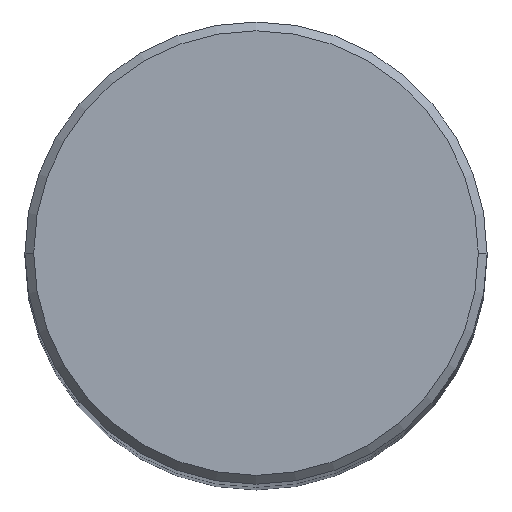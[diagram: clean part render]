
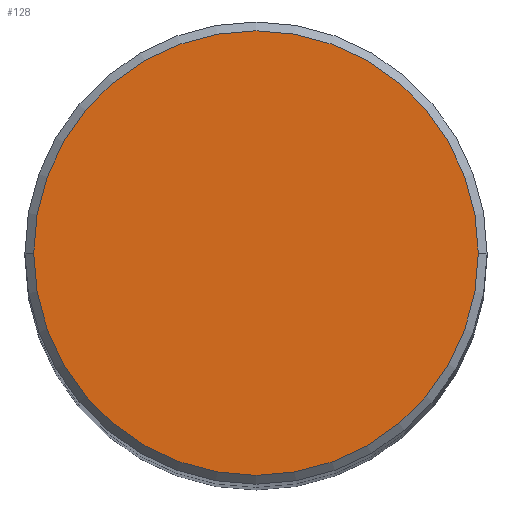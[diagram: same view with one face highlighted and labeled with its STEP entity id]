
A CAD part, top view. The second image highlights one B-rep face of the part: STEP entity #128.
In plain terms, the highlighted planar face has unit normal (0, 0, 1).
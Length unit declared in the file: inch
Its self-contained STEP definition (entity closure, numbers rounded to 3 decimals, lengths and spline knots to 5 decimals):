
#32 = CIRCLE ( 'NONE', #230, 0.3787 ) ;
#40 = DIRECTION ( 'NONE',  ( 0., 0., 1. ) ) ;
#59 = DIRECTION ( 'NONE',  ( 1., 0., 0. ) ) ;
#64 = CARTESIAN_POINT ( 'NONE',  ( 0.3787, 0., 5.90551 ) ) ;
#68 = CARTESIAN_POINT ( 'NONE',  ( 0., 0., 5.90551 ) ) ;
#69 = VERTEX_POINT ( 'NONE', #64 ) ;
#95 = CARTESIAN_POINT ( 'NONE',  ( 0., 0., 5.90551 ) ) ;
#104 = CIRCLE ( 'NONE', #273, 0.3787 ) ;
#114 = FACE_OUTER_BOUND ( 'NONE', #296, .T. ) ;
#117 = CARTESIAN_POINT ( 'NONE',  ( 0., 0., 5.90551 ) ) ;
#119 = DIRECTION ( 'NONE',  ( 1., 0., 0. ) ) ;
#122 = DIRECTION ( 'NONE',  ( 1., 0., 0. ) ) ;
#128 = ADVANCED_FACE ( 'NONE', ( #114 ), #229, .T. ) ;
#170 = DIRECTION ( 'NONE',  ( 0., 0., 1. ) ) ;
#177 = EDGE_CURVE ( 'NONE', #240, #69, #32, .T. ) ;
#179 = EDGE_CURVE ( 'NONE', #69, #240, #104, .T. ) ;
#221 = ORIENTED_EDGE ( 'NONE', *, *, #179, .T. ) ;
#229 = PLANE ( 'NONE',  #265 ) ;
#230 = AXIS2_PLACEMENT_3D ( 'NONE', #117, #40, #119 ) ;
#231 = ORIENTED_EDGE ( 'NONE', *, *, #177, .T. ) ;
#240 = VERTEX_POINT ( 'NONE', #277 ) ;
#248 = DIRECTION ( 'NONE',  ( 0., 0., 1. ) ) ;
#265 = AXIS2_PLACEMENT_3D ( 'NONE', #95, #248, #59 ) ;
#273 = AXIS2_PLACEMENT_3D ( 'NONE', #68, #170, #122 ) ;
#277 = CARTESIAN_POINT ( 'NONE',  ( -0.3787, 0., 5.90551 ) ) ;
#296 = EDGE_LOOP ( 'NONE', ( #231, #221 ) ) ;
